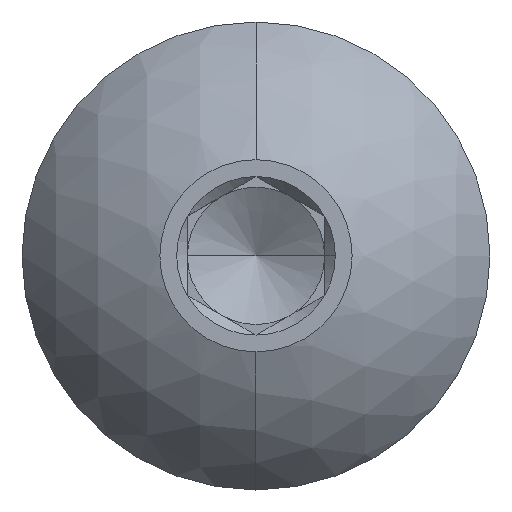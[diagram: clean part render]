
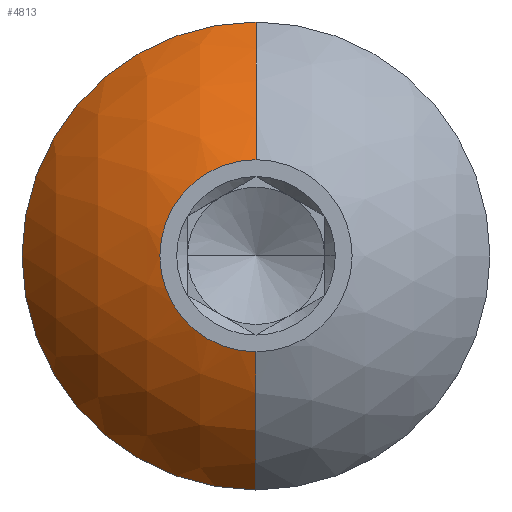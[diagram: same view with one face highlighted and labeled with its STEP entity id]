
A CAD part, top view. The second image highlights one B-rep face of the part: STEP entity #4813.
In plain terms, the highlighted spherical face has radius 3.169 mm.
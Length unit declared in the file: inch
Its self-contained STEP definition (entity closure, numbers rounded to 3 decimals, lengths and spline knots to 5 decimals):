
#37 = CARTESIAN_POINT ( 'NONE',  ( 0., 0., 0.22764 ) ) ;
#81 = DIRECTION ( 'NONE',  ( 0., 0., 1. ) ) ;
#198 = DIRECTION ( 'NONE',  ( 1., 0., 0. ) ) ;
#568 = CARTESIAN_POINT ( 'NONE',  ( 0., 0.1065, 0.22764 ) ) ;
#892 = FACE_OUTER_BOUND ( 'NONE', #2466, .T. ) ;
#937 = CARTESIAN_POINT ( 'NONE',  ( 0., 0., 0.16267 ) ) ;
#941 = CARTESIAN_POINT ( 'NONE',  ( 0., 0., 0.2795 ) ) ;
#1188 = VERTEX_POINT ( 'NONE', #1633 ) ;
#1338 = DIRECTION ( 'NONE',  ( 0., 0., 1. ) ) ;
#1436 = CIRCLE ( 'NONE', #3112, 0.04375 ) ;
#1440 = DIRECTION ( 'NONE',  ( 1., 0., 0. ) ) ;
#1531 = CARTESIAN_POINT ( 'NONE',  ( 0., 0.04375, 0.2795 ) ) ;
#1633 = CARTESIAN_POINT ( 'NONE',  ( 0., -0.1065, 0.22764 ) ) ;
#1634 = AXIS2_PLACEMENT_3D ( 'NONE', #37, #3457, #3889 ) ;
#1648 = VERTEX_POINT ( 'NONE', #568 ) ;
#1728 = SPHERICAL_SURFACE ( 'NONE', #4093, 0.12476 ) ;
#1933 = CARTESIAN_POINT ( 'NONE',  ( 0., 0., 0.16267 ) ) ;
#2000 = CARTESIAN_POINT ( 'NONE',  ( 0., 0., 0.22764 ) ) ;
#2353 = AXIS2_PLACEMENT_3D ( 'NONE', #1933, #1440, #4096 ) ;
#2386 = AXIS2_PLACEMENT_3D ( 'NONE', #4034, #4446, #4835 ) ;
#2466 = EDGE_LOOP ( 'NONE', ( #4002, #4524, #2685, #3425, #2912 ) ) ;
#2655 = VERTEX_POINT ( 'NONE', #1531 ) ;
#2685 = ORIENTED_EDGE ( 'NONE', *, *, #3242, .F. ) ;
#2694 = EDGE_CURVE ( 'NONE', #1648, #2655, #3773, .T. ) ;
#2871 = DIRECTION ( 'NONE',  ( 0., 1., 0. ) ) ;
#2912 = ORIENTED_EDGE ( 'NONE', *, *, #4535, .T. ) ;
#3112 = AXIS2_PLACEMENT_3D ( 'NONE', #941, #1338, #198 ) ;
#3242 = EDGE_CURVE ( 'NONE', #2655, #3726, #1436, .T. ) ;
#3425 = ORIENTED_EDGE ( 'NONE', *, *, #2694, .F. ) ;
#3457 = DIRECTION ( 'NONE',  ( 0., 0., 1. ) ) ;
#3614 = DIRECTION ( 'NONE',  ( -1., 0., 0. ) ) ;
#3726 = VERTEX_POINT ( 'NONE', #4009 ) ;
#3773 = CIRCLE ( 'NONE', #2353, 0.12476 ) ;
#3783 = CIRCLE ( 'NONE', #2386, 0.12476 ) ;
#3889 = DIRECTION ( 'NONE',  ( 1., 0., 0. ) ) ;
#4002 = ORIENTED_EDGE ( 'NONE', *, *, #4206, .T. ) ;
#4009 = CARTESIAN_POINT ( 'NONE',  ( 0., -0.04375, 0.2795 ) ) ;
#4034 = CARTESIAN_POINT ( 'NONE',  ( 0., 0., 0.16267 ) ) ;
#4079 = CIRCLE ( 'NONE', #1634, 0.1065 ) ;
#4093 = AXIS2_PLACEMENT_3D ( 'NONE', #937, #3614, #2871 ) ;
#4096 = DIRECTION ( 'NONE',  ( 0., 0., -1. ) ) ;
#4100 = VERTEX_POINT ( 'NONE', #4549 ) ;
#4206 = EDGE_CURVE ( 'NONE', #4100, #1188, #4079, .T. ) ;
#4446 = DIRECTION ( 'NONE',  ( -1., 0., 0. ) ) ;
#4449 = CIRCLE ( 'NONE', #4794, 0.1065 ) ;
#4524 = ORIENTED_EDGE ( 'NONE', *, *, #4746, .T. ) ;
#4535 = EDGE_CURVE ( 'NONE', #1648, #4100, #4449, .T. ) ;
#4549 = CARTESIAN_POINT ( 'NONE',  ( -0.1065, 0., 0.22764 ) ) ;
#4724 = DIRECTION ( 'NONE',  ( 1., 0., 0. ) ) ;
#4746 = EDGE_CURVE ( 'NONE', #1188, #3726, #3783, .T. ) ;
#4794 = AXIS2_PLACEMENT_3D ( 'NONE', #2000, #81, #4724 ) ;
#4813 = ADVANCED_FACE ( 'NONE', ( #892 ), #1728, .T. ) ;
#4835 = DIRECTION ( 'NONE',  ( 0., -1., 0. ) ) ;
